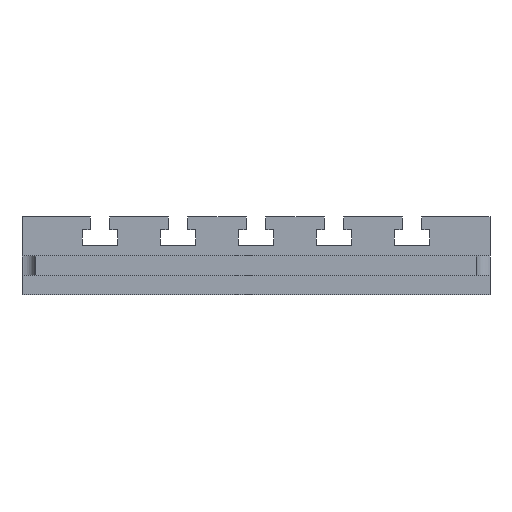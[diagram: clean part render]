
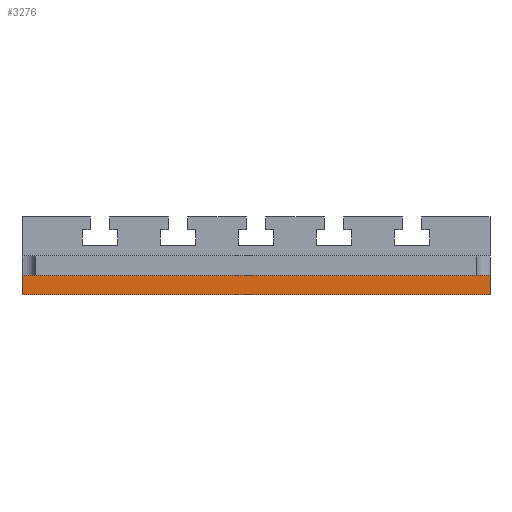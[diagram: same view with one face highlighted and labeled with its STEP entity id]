
A CAD part, front view. The second image highlights one B-rep face of the part: STEP entity #3276.
In plain terms, the highlighted planar face has unit normal (0, -1, 0).
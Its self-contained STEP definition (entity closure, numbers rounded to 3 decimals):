
#2248=EDGE_CURVE('',#3700,#5088,#6459,.T.);
#2376=EDGE_CURVE('',#4914,#3700,#6625,.T.);
#3276=ADVANCED_FACE('',(#7615),#7616,.T.);
#3320=EDGE_CURVE('',#5088,#3414,#7663,.T.);
#3414=VERTEX_POINT('',#7768);
#3700=VERTEX_POINT('',#8077);
#4914=VERTEX_POINT('',#9416);
#5088=VERTEX_POINT('',#9606);
#6112=EDGE_CURVE('',#4914,#3414,#10726,.T.);
#6459=LINE('',#11151,#11152);
#6625=LINE('',#11367,#11368);
#7615=FACE_OUTER_BOUND('',#12792,.T.);
#7616=PLANE('',#12793);
#7663=LINE('',#12862,#12863);
#7768=CARTESIAN_POINT('',(-120.0,-100.0,0.));
#8077=CARTESIAN_POINT('',(120.0,-100.0,10.0));
#9416=CARTESIAN_POINT('',(120.0,-100.0,0.));
#9606=CARTESIAN_POINT('',(-120.0,-100.0,10.0));
#10726=LINE('',#17210,#17211);
#11151=CARTESIAN_POINT('',(120.0,-100.0,10.0));
#11152=VECTOR('',#17645,1.0);
#11367=CARTESIAN_POINT('',(120.0,-100.0,0.));
#11368=VECTOR('',#17960,1.0);
#12792=EDGE_LOOP('',(#19025,#19026,#19027,#19028));
#12793=AXIS2_PLACEMENT_3D('',#19029,#19030,#19031);
#12862=CARTESIAN_POINT('',(-120.0,-100.0,0.));
#12863=VECTOR('',#19069,1.0);
#17210=CARTESIAN_POINT('',(120.0,-100.0,0.));
#17211=VECTOR('',#22117,1.0);
#17645=DIRECTION('',(-1.0,0.0,0.0));
#17960=DIRECTION('',(0.0,0.0,1.0));
#19025=ORIENTED_EDGE('',*,*,#3320,.T.);
#19026=ORIENTED_EDGE('',*,*,#6112,.F.);
#19027=ORIENTED_EDGE('',*,*,#2376,.T.);
#19028=ORIENTED_EDGE('',*,*,#2248,.T.);
#19029=CARTESIAN_POINT('',(120.0,-100.0,10.0));
#19030=DIRECTION('',(0.0,-1.0,0.0));
#19031=DIRECTION('',(1.0,0.0,0.0));
#19069=DIRECTION('',(0.0,0.0,-1.0));
#22117=DIRECTION('',(-1.0,0.0,0.0));
